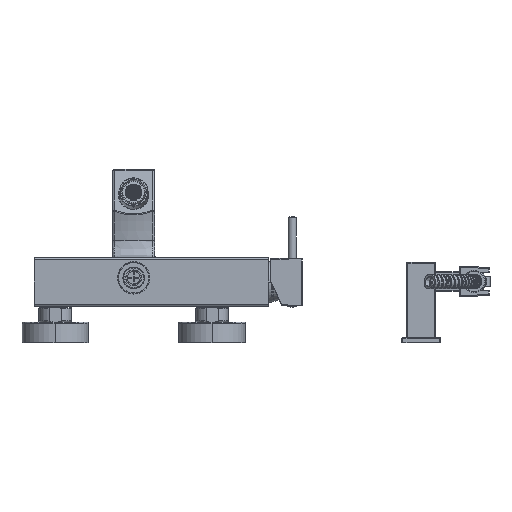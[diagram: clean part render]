
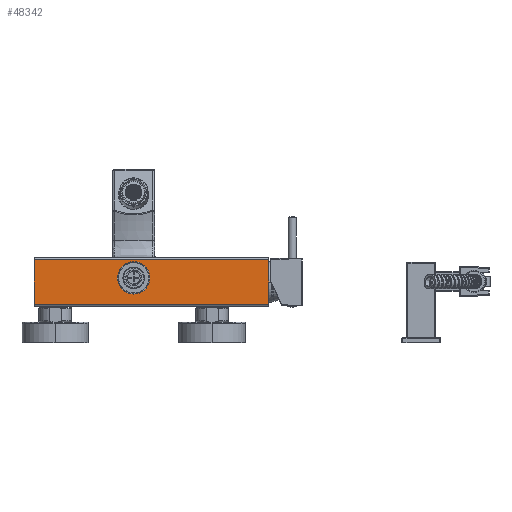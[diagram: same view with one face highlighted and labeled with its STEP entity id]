
A CAD part, front view. The second image highlights one B-rep face of the part: STEP entity #48342.
In plain terms, the highlighted planar face has unit normal (0, -1, 0).
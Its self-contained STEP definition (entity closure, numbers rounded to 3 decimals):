
#4795=DIRECTION('',(0.,0.,-1.));
#4796=VECTOR('',#4795,42.5);
#4797=CARTESIAN_POINT('',(0.,-23.25,21.25));
#4798=LINE('',#4797,#4796);
#4821=DIRECTION('',(0.,0.,-1.));
#4822=VECTOR('',#4821,42.5);
#4823=CARTESIAN_POINT('',(224.,-23.25,21.25));
#4824=LINE('',#4823,#4822);
#4964=DIRECTION('',(-1.,0.,0.));
#4965=VECTOR('',#4964,224.);
#4966=CARTESIAN_POINT('',(224.,-23.25,21.25));
#4967=LINE('',#4966,#4965);
#4968=DIRECTION('',(-1.,0.,0.));
#4969=VECTOR('',#4968,224.);
#4970=CARTESIAN_POINT('',(224.,-23.25,-21.25));
#4971=LINE('',#4970,#4969);
#4972=CARTESIAN_POINT('',(95.,-23.25,4.));
#4973=DIRECTION('',(0.,1.,0.));
#4974=DIRECTION('',(1.,0.,0.));
#4975=AXIS2_PLACEMENT_3D('',#4972,#4973,#4974);
#4977=CARTESIAN_POINT('',(95.,-23.25,4.));
#4978=DIRECTION('',(0.,1.,0.));
#4979=DIRECTION('',(-1.,0.,0.));
#4980=AXIS2_PLACEMENT_3D('',#4977,#4978,#4979);
#35911=CARTESIAN_POINT('',(110.5,-23.25,4.));
#35912=CARTESIAN_POINT('',(79.5,-23.25,4.));
#35913=VERTEX_POINT('',#35911);
#35914=VERTEX_POINT('',#35912);
#35989=CARTESIAN_POINT('',(0.,-23.25,21.25));
#35991=VERTEX_POINT('',#35989);
#35995=CARTESIAN_POINT('',(224.,-23.25,21.25));
#35996=VERTEX_POINT('',#35995);
#35997=CARTESIAN_POINT('',(0.,-23.25,-21.25));
#35998=VERTEX_POINT('',#35997);
#35999=CARTESIAN_POINT('',(224.,-23.25,-21.25));
#36000=VERTEX_POINT('',#35999);
#48325=CARTESIAN_POINT('',(0.,-23.25,23.25));
#48326=DIRECTION('',(0.,-1.,0.));
#48327=DIRECTION('',(0.,0.,-1.));
#48328=AXIS2_PLACEMENT_3D('',#48325,#48326,#48327);
#48329=PLANE('',#48328);
#48330=ORIENTED_EDGE('',*,*,#48143,.F.);
#48331=ORIENTED_EDGE('',*,*,#48165,.T.);
#48332=ORIENTED_EDGE('',*,*,#48311,.T.);
#48333=ORIENTED_EDGE('',*,*,#48119,.F.);
#48334=EDGE_LOOP('',(#48330,#48331,#48332,#48333));
#48335=FACE_OUTER_BOUND('',#48334,.F.);
#48337=ORIENTED_EDGE('',*,*,#48336,.F.);
#48339=ORIENTED_EDGE('',*,*,#48338,.F.);
#48340=EDGE_LOOP('',(#48337,#48339));
#48341=FACE_BOUND('',#48340,.F.);
#48342=ADVANCED_FACE('',(#48335,#48341),#48329,.T.);
#4976=CIRCLE('',#4975,15.5);
#4981=CIRCLE('',#4980,15.5);
#48119=EDGE_CURVE('',#35991,#35998,#4798,.T.);
#48143=EDGE_CURVE('',#35996,#35991,#4967,.T.);
#48165=EDGE_CURVE('',#35996,#36000,#4824,.T.);
#48311=EDGE_CURVE('',#36000,#35998,#4971,.T.);
#48336=EDGE_CURVE('',#35913,#35914,#4976,.T.);
#48338=EDGE_CURVE('',#35914,#35913,#4981,.T.);
